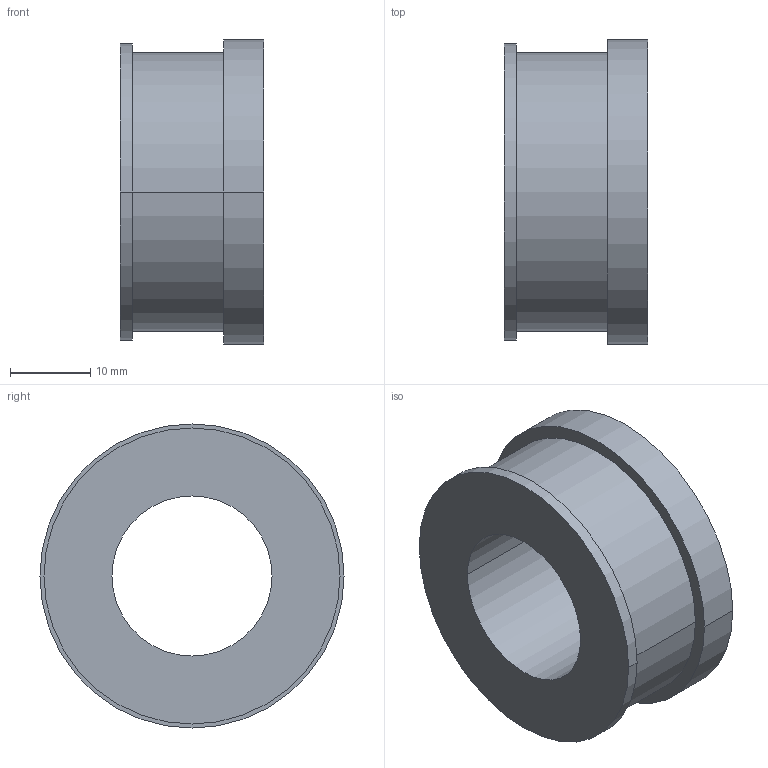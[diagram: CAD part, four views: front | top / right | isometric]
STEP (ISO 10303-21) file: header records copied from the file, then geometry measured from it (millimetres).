
FILE_DESCRIPTION(/* description */ ('VariCAD 2020-1.05 AP-214'),/* implementation_level */ '2;1');
FILE_NAME(/* name */ 'entretoise dymag gauche.stp',/* time_stamp */ '2021-04-18T23:26:03+01:00',/* author */ (''),/* organization */ (''),/* preprocessor_version */ 'VariCAD 2020-1.05',/* originating_system */ 'VariCAD 2020-1.05; kernel version (20180118)',/* authorisation */ '');
FILE_SCHEMA(('AUTOMOTIVE_DESIGN'));
Length unit declared in the file: millimetre
Products named in the file (2): entretoise dymag gauche
Assembly tree (1 placements, depth 2):
  entretoise dymag gauche
    (unnamed)
Bounding box: 17.9 x 38 x 38 mm (x, y, z)
Volume: 12503 mm3; surface area: 5030.3 mm2
Topology: 1 solids, 1 shells, 12 faces, 24 edges, 16 vertices
Faces by surface type: cylinder 8, plane 4
Entity records: 382 total; most frequent: DIRECTION 72, CARTESIAN_POINT 56, ORIENTED_EDGE 48, AXIS2_PLACEMENT_3D 32, EDGE_CURVE 24, EDGE_LOOP 16, CIRCLE 16, VERTEX_POINT 16
